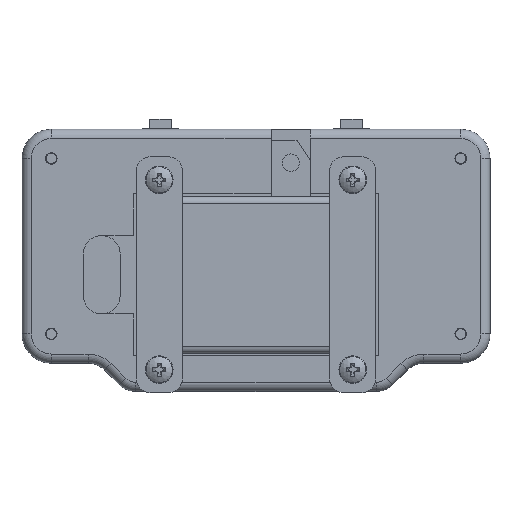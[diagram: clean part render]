
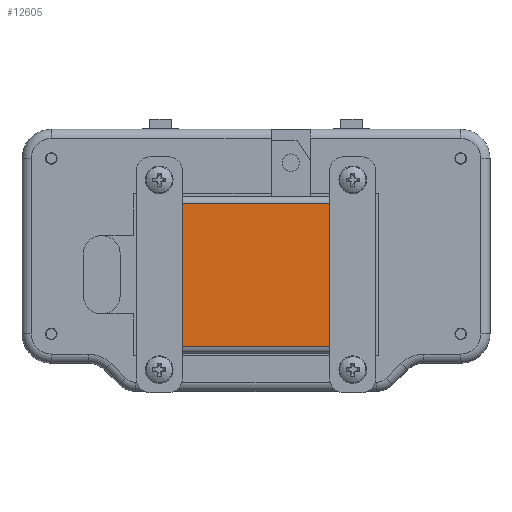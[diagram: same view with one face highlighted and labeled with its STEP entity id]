
A CAD part, front view. The second image highlights one B-rep face of the part: STEP entity #12605.
In plain terms, the highlighted planar face has unit normal (0, -1, 0).
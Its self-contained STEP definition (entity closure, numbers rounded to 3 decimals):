
#1435=LINE('',#21526,#2464);
#1436=LINE('',#21528,#2465);
#1437=LINE('',#21530,#2466);
#1438=LINE('',#21531,#2467);
#2464=VECTOR('',#17236,31.);
#2465=VECTOR('',#17237,48.);
#2466=VECTOR('',#17238,31.);
#2467=VECTOR('',#17239,48.);
#3030=PLANE('',#13856);
#4052=FACE_OUTER_BOUND('',#4907,.T.);
#4907=EDGE_LOOP('',(#11427,#11428,#11429,#11430));
#6624=VERTEX_POINT('',#21524);
#6625=VERTEX_POINT('',#21525);
#6626=VERTEX_POINT('',#21527);
#6627=VERTEX_POINT('',#21529);
#8250=EDGE_CURVE('',#6624,#6625,#1435,.T.);
#8251=EDGE_CURVE('',#6625,#6626,#1436,.T.);
#8252=EDGE_CURVE('',#6626,#6627,#1437,.T.);
#8253=EDGE_CURVE('',#6627,#6624,#1438,.T.);
#11427=ORIENTED_EDGE('',*,*,#8250,.T.);
#11428=ORIENTED_EDGE('',*,*,#8251,.T.);
#11429=ORIENTED_EDGE('',*,*,#8252,.T.);
#11430=ORIENTED_EDGE('',*,*,#8253,.T.);
#12605=ADVANCED_FACE('',(#4052),#3030,.F.);
#13856=AXIS2_PLACEMENT_3D('',#21523,#17234,#17235);
#17234=DIRECTION('center_axis',(0.,1.,0.));
#17235=DIRECTION('ref_axis',(0.,0.,1.));
#17236=DIRECTION('',(0.,0.,-1.));
#17237=DIRECTION('',(1.,0.,0.));
#17238=DIRECTION('',(0.,0.,1.));
#17239=DIRECTION('',(-1.,0.,0.));
#21523=CARTESIAN_POINT('Origin',(0.,-19.25,0.));
#21524=CARTESIAN_POINT('',(-24.,-19.25,9.309));
#21525=CARTESIAN_POINT('',(-24.,-19.25,-21.691));
#21526=CARTESIAN_POINT('',(-24.,-19.25,9.309));
#21527=CARTESIAN_POINT('',(24.,-19.25,-21.691));
#21528=CARTESIAN_POINT('',(-24.,-19.25,-21.691));
#21529=CARTESIAN_POINT('',(24.,-19.25,9.309));
#21530=CARTESIAN_POINT('',(24.,-19.25,-21.691));
#21531=CARTESIAN_POINT('',(24.,-19.25,9.309));
